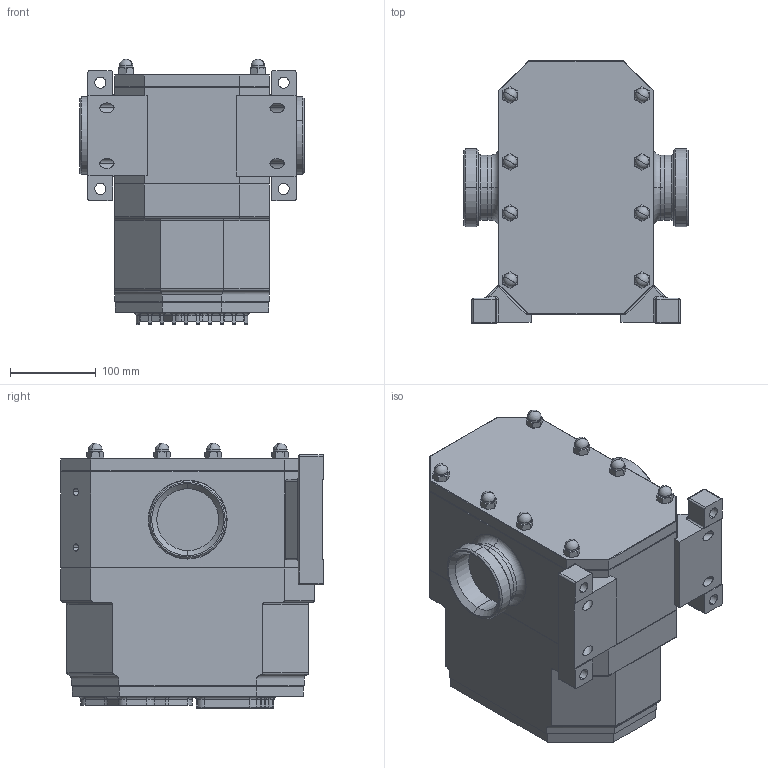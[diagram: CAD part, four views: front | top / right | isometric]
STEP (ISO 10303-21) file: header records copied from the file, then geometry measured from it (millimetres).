
FILE_DESCRIPTION (( 'STEP AP214' ), '1' );
FILE_NAME ('GA4895.STEP', '2024-03-11T16:51:22', ( '' ), ( '' ), 'SwSTEP 2.0', 'SolidWorks 2022', '' );
FILE_SCHEMA (( 'AUTOMOTIVE_DESIGN' ));
Length unit declared in the file: millimetre
Products named in the file (4): GA4895; Copy of RTP30 TSD Insert^GA4895_RTP30 3INCH TSD INSERT; Copy of 14 Tooth G33-7796^GA4895; Copy of Z94-5011-55 - 3 INCH ACME^GA4895
Assembly tree (4 placements, depth 2):
  GA4895
    Copy of RTP30 TSD Insert^GA4895_RTP30 3INCH TSD INSERT
    Copy of 14 Tooth G33-7796^GA4895
    Copy of Z94-5011-55 - 3 INCH ACME^GA4895  x2
Bounding box: 262 x 306.02 x 310.3 mm (x, y, z)
Volume: 14214741.7 mm3; surface area: 486216.5 mm2
Topology: 4 solids, 12 shells, 920 faces, 2275 edges, 1352 vertices
Faces by surface type: plane 362, cylinder 293, cone 147, bspline 54, torus 36, sphere 28
Entity records: 31391 total; most frequent: CARTESIAN_POINT 8725, ORIENTED_EDGE 4302, DIRECTION 3784, EDGE_CURVE 2151, AXIS2_PLACEMENT_3D 1369, VERTEX_POINT 1312, VECTOR 1046, LINE 1046
